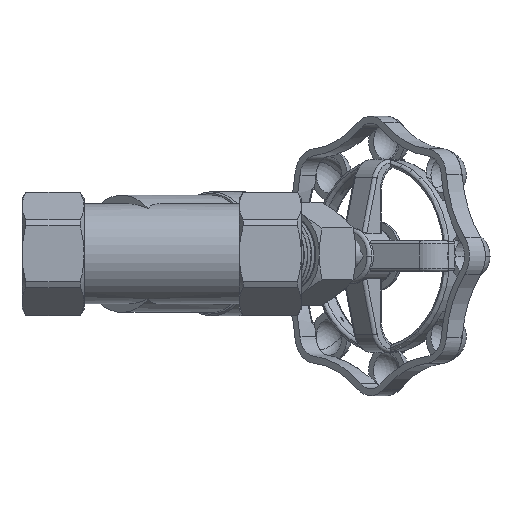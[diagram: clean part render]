
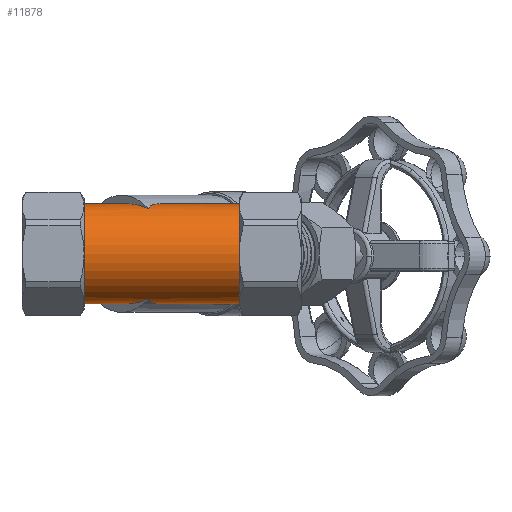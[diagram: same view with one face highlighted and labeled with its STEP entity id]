
A CAD part, front view. The second image highlights one B-rep face of the part: STEP entity #11878.
In plain terms, the highlighted cylindrical face has radius 14.5 mm (diameter 29 mm), a partial arc.
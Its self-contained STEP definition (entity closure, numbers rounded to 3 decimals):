
#662 = CARTESIAN_POINT ( 'NONE',  ( 22.5, 0., 14.5 ) ) ;
#1190 = CARTESIAN_POINT ( 'NONE',  ( 22.5, 0., -14.5 ) ) ;
#1211 = CARTESIAN_POINT ( 'NONE',  ( -3.903, -6.268, -13.075 ) ) ;
#1429 = LINE ( 'NONE', #662, #32345 ) ;
#1433 = VERTEX_POINT ( 'NONE', #22683 ) ;
#2043 = CARTESIAN_POINT ( 'NONE',  ( -3.903, -6.268, -13.075 ) ) ;
#2329 = CARTESIAN_POINT ( 'NONE',  ( 22.5, 0., -14.5 ) ) ;
#2371 = LINE ( 'NONE', #6168, #7654 ) ;
#2636 = DIRECTION ( 'NONE',  ( 0., 0., 1. ) ) ;
#2908 = EDGE_CURVE ( 'NONE', #12972, #49282, #26167, .T. ) ;
#3703 = EDGE_CURVE ( 'NONE', #49534, #1433, #28793, .T. ) ;
#4376 = CARTESIAN_POINT ( 'NONE',  ( -3.26, -4.018, 13.945 ) ) ;
#5597 = CARTESIAN_POINT ( 'NONE',  ( -0.45, 0., -14.5 ) ) ;
#5968 = EDGE_CURVE ( 'NONE', #42798, #21633, #38863, .T. ) ;
#6168 = CARTESIAN_POINT ( 'NONE',  ( 22.5, 0., 14.5 ) ) ;
#7654 = VECTOR ( 'NONE', #26207, 1000. ) ;
#8006 = CARTESIAN_POINT ( 'NONE',  ( -5.868, -4.304, -14.017 ) ) ;
#8695 = ORIENTED_EDGE ( 'NONE', *, *, #14301, .F. ) ;
#9621 = CARTESIAN_POINT ( 'NONE',  ( 22.5, 0., 0. ) ) ;
#10162 = EDGE_CURVE ( 'NONE', #49534, #21593, #2371, .T. ) ;
#10491 = CYLINDRICAL_SURFACE ( 'NONE', #32132, 14.5 ) ;
#10646 = B_SPLINE_CURVE_WITH_KNOTS ( 'NONE', 3,
 ( #35877, #39697, #12481, #46316, #23919, #43495, #31046, #43232, #4376, #31299, #11986, #16049 ),
 .UNSPECIFIED., .F., .F.,
 ( 4, 2, 2, 2, 2, 4 ),
 ( 0.028, 0.03, 0.031, 0.032, 0.034, 0.036 ),
 .UNSPECIFIED. ) ;
#10701 = VERTEX_POINT ( 'NONE', #23024 ) ;
#11878 = ADVANCED_FACE ( 'NONE', ( #14297 ), #10491, .T. ) ;
#11986 = CARTESIAN_POINT ( 'NONE',  ( -3.8, -5.709, 13.343 ) ) ;
#12133 = EDGE_CURVE ( 'NONE', #20194, #1433, #10646, .T. ) ;
#12357 = CARTESIAN_POINT ( 'NONE',  ( -3.903, -6.268, 13.075 ) ) ;
#12481 = CARTESIAN_POINT ( 'NONE',  ( -1.305, -0.901, 14.48 ) ) ;
#12972 = VERTEX_POINT ( 'NONE', #1190 ) ;
#13772 = EDGE_CURVE ( 'NONE', #46210, #42798, #42449, .T. ) ;
#14192 = CARTESIAN_POINT ( 'NONE',  ( -1.303, -0.915, -14.473 ) ) ;
#14297 = FACE_OUTER_BOUND ( 'NONE', #39828, .T. ) ;
#14301 = EDGE_CURVE ( 'NONE', #21633, #21593, #45122, .T. ) ;
#14984 = DIRECTION ( 'NONE',  ( -1., 0., 0. ) ) ;
#16049 = CARTESIAN_POINT ( 'NONE',  ( -3.903, -6.268, 13.075 ) ) ;
#16178 = CARTESIAN_POINT ( 'NONE',  ( -10.172, 0., 14.5 ) ) ;
#16755 = CARTESIAN_POINT ( 'NONE',  ( -0.45, 0., -14.5 ) ) ;
#17476 = VECTOR ( 'NONE', #14984, 1000. ) ;
#17498 = CARTESIAN_POINT ( 'NONE',  ( -3.656, -5.148, -13.568 ) ) ;
#17991 = CARTESIAN_POINT ( 'NONE',  ( -3.364, -4.313, -13.847 ) ) ;
#18212 = DIRECTION ( 'NONE',  ( 0., 0., -1. ) ) ;
#18245 = CARTESIAN_POINT ( 'NONE',  ( -2.868, -3.208, -14.143 ) ) ;
#19035 = DIRECTION ( 'NONE',  ( -1., 0., 0. ) ) ;
#19430 = CARTESIAN_POINT ( 'NONE',  ( -7.993, -2.179, -14.5 ) ) ;
#20107 = DIRECTION ( 'NONE',  ( 0., 0., 1. ) ) ;
#20184 = DIRECTION ( 'NONE',  ( -1., 0., 0. ) ) ;
#20194 = VERTEX_POINT ( 'NONE', #34464 ) ;
#20231 = CARTESIAN_POINT ( 'NONE',  ( -5.868, -4.304, 14.017 ) ) ;
#21593 = VERTEX_POINT ( 'NONE', #35674 ) ;
#21633 = VERTEX_POINT ( 'NONE', #29531 ) ;
#21813 = CARTESIAN_POINT ( 'NONE',  ( -2.418, -2.398, -14.311 ) ) ;
#22605 = CARTESIAN_POINT ( 'NONE',  ( 22.5, 0., -14.5 ) ) ;
#22683 = CARTESIAN_POINT ( 'NONE',  ( -3.903, -6.268, 13.075 ) ) ;
#23024 = CARTESIAN_POINT ( 'NONE',  ( 22.5, 0., 14.5 ) ) ;
#23919 = CARTESIAN_POINT ( 'NONE',  ( -2.057, -1.881, 14.38 ) ) ;
#24679 = ORIENTED_EDGE ( 'NONE', *, *, #29082, .F. ) ;
#24690 = AXIS2_PLACEMENT_3D ( 'NONE', #9621, #46433, #18212 ) ;
#26167 = LINE ( 'NONE', #2329, #17476 ) ;
#26207 = DIRECTION ( 'NONE',  ( -1., 0., 0. ) ) ;
#28793 =( BOUNDED_CURVE ( )  B_SPLINE_CURVE ( 3, ( #16178, #31678, #20231, #12357 ),
 .UNSPECIFIED., .F., .F. ) 
 B_SPLINE_CURVE_WITH_KNOTS ( ( 4, 4 ),
 ( 1.571, 2.018 ),
 .UNSPECIFIED. ) 
 CURVE ( )  GEOMETRIC_REPRESENTATION_ITEM ( )  RATIONAL_B_SPLINE_CURVE ( ( 1., 0.983, 0.983, 1. ) ) 
 REPRESENTATION_ITEM ( '' )  );
#29008 = ORIENTED_EDGE ( 'NONE', *, *, #3703, .F. ) ;
#29082 = EDGE_CURVE ( 'NONE', #10701, #12972, #35254, .T. ) ;
#29199 = CARTESIAN_POINT ( 'NONE',  ( -0.671, -0.221, -14.5 ) ) ;
#29451 = VECTOR ( 'NONE', #19035, 1000. ) ;
#29531 = CARTESIAN_POINT ( 'NONE',  ( -22.5, 0., -14.5 ) ) ;
#29682 = ORIENTED_EDGE ( 'NONE', *, *, #12133, .T. ) ;
#29693 = CARTESIAN_POINT ( 'NONE',  ( -3.254, -4.036, -13.93 ) ) ;
#30047 = DIRECTION ( 'NONE',  ( -1., 0., 0. ) ) ;
#31046 = CARTESIAN_POINT ( 'NONE',  ( -2.565, -2.662, 14.256 ) ) ;
#31299 = CARTESIAN_POINT ( 'NONE',  ( -3.653, -5.137, 13.572 ) ) ;
#31678 = CARTESIAN_POINT ( 'NONE',  ( -7.993, -2.179, 14.5 ) ) ;
#31801 = CARTESIAN_POINT ( 'NONE',  ( -22.5, 0., 0. ) ) ;
#32132 = AXIS2_PLACEMENT_3D ( 'NONE', #37930, #30047, #2636 ) ;
#32314 = ORIENTED_EDGE ( 'NONE', *, *, #36650, .T. ) ;
#32345 = VECTOR ( 'NONE', #20184, 1000. ) ;
#32759 = CARTESIAN_POINT ( 'NONE',  ( -2.074, -1.886, -14.385 ) ) ;
#33016 = CARTESIAN_POINT ( 'NONE',  ( -3.006, -3.484, -14.078 ) ) ;
#33326 = EDGE_CURVE ( 'NONE', #46210, #49282, #49143, .T. ) ;
#34464 = CARTESIAN_POINT ( 'NONE',  ( -0.45, 0., 14.5 ) ) ;
#35089 = ORIENTED_EDGE ( 'NONE', *, *, #2908, .F. ) ;
#35254 = CIRCLE ( 'NONE', #24690, 14.5 ) ;
#35674 = CARTESIAN_POINT ( 'NONE',  ( -22.5, 0., 14.5 ) ) ;
#35877 = CARTESIAN_POINT ( 'NONE',  ( -0.45, 0., 14.5 ) ) ;
#36650 = EDGE_CURVE ( 'NONE', #10701, #20194, #1429, .T. ) ;
#37321 = CARTESIAN_POINT ( 'NONE',  ( -1.503, -1.154, -14.456 ) ) ;
#37371 = ORIENTED_EDGE ( 'NONE', *, *, #33326, .T. ) ;
#37930 = CARTESIAN_POINT ( 'NONE',  ( 22.5, 0., 0. ) ) ;
#38757 = CARTESIAN_POINT ( 'NONE',  ( -3.903, -6.268, -13.075 ) ) ;
#38863 = LINE ( 'NONE', #22605, #29451 ) ;
#39186 = DIRECTION ( 'NONE',  ( -1., 0., 0. ) ) ;
#39465 = AXIS2_PLACEMENT_3D ( 'NONE', #31801, #39186, #20107 ) ;
#39697 = CARTESIAN_POINT ( 'NONE',  ( -0.891, -0.44, 14.5 ) ) ;
#39828 = EDGE_LOOP ( 'NONE', ( #35089, #24679, #32314, #29682, #29008, #49061, #8695, #48349, #45034, #37371 ) ) ;
#40410 = CARTESIAN_POINT ( 'NONE',  ( -3.8, -5.708, -13.343 ) ) ;
#42449 =( BOUNDED_CURVE ( )  B_SPLINE_CURVE ( 3, ( #38757, #8006, #19430, #46626 ),
 .UNSPECIFIED., .F., .F. ) 
 B_SPLINE_CURVE_WITH_KNOTS ( ( 4, 4 ),
 ( 4.265, 4.712 ),
 .UNSPECIFIED. ) 
 CURVE ( )  GEOMETRIC_REPRESENTATION_ITEM ( )  RATIONAL_B_SPLINE_CURVE ( ( 1., 0.983, 0.983, 1. ) ) 
 REPRESENTATION_ITEM ( '' )  );
#42798 = VERTEX_POINT ( 'NONE', #46206 ) ;
#43232 = CARTESIAN_POINT ( 'NONE',  ( -3.013, -3.468, 14.09 ) ) ;
#43495 = CARTESIAN_POINT ( 'NONE',  ( -2.401, -2.396, 14.303 ) ) ;
#45034 = ORIENTED_EDGE ( 'NONE', *, *, #13772, .F. ) ;
#45122 = CIRCLE ( 'NONE', #39465, 14.5 ) ;
#46206 = CARTESIAN_POINT ( 'NONE',  ( -10.172, 0., -14.5 ) ) ;
#46207 = CARTESIAN_POINT ( 'NONE',  ( -10.172, 0., 14.5 ) ) ;
#46210 = VERTEX_POINT ( 'NONE', #1211 ) ;
#46316 = CARTESIAN_POINT ( 'NONE',  ( -1.876, -1.631, 14.41 ) ) ;
#46433 = DIRECTION ( 'NONE',  ( 1., 0., 0. ) ) ;
#46626 = CARTESIAN_POINT ( 'NONE',  ( -10.172, 0., -14.5 ) ) ;
#48349 = ORIENTED_EDGE ( 'NONE', *, *, #5968, .F. ) ;
#49024 = CARTESIAN_POINT ( 'NONE',  ( -0.888, -0.449, -14.495 ) ) ;
#49061 = ORIENTED_EDGE ( 'NONE', *, *, #10162, .T. ) ;
#49143 = B_SPLINE_CURVE_WITH_KNOTS ( 'NONE', 3,
 ( #2043, #40410, #17498, #17991, #29693, #33016, #18245, #21813, #32759, #37321, #14192, #49024, #29199, #5597 ),
 .UNSPECIFIED., .F., .F.,
 ( 4, 2, 2, 2, 2, 2, 4 ),
 ( 0., 0.002, 0.003, 0.004, 0.006, 0.006, 0.007 ),
 .UNSPECIFIED. ) ;
#49282 = VERTEX_POINT ( 'NONE', #16755 ) ;
#49534 = VERTEX_POINT ( 'NONE', #46207 ) ;
